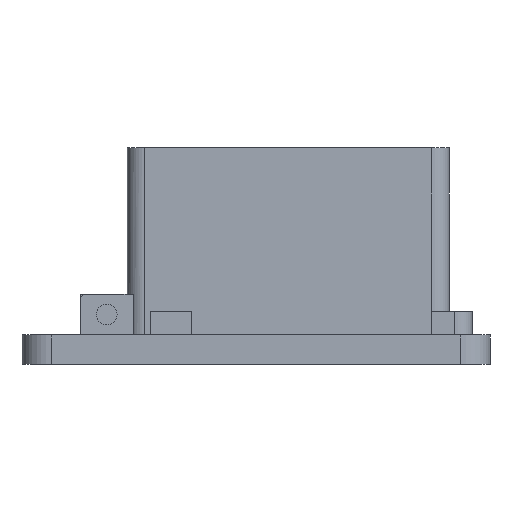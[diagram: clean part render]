
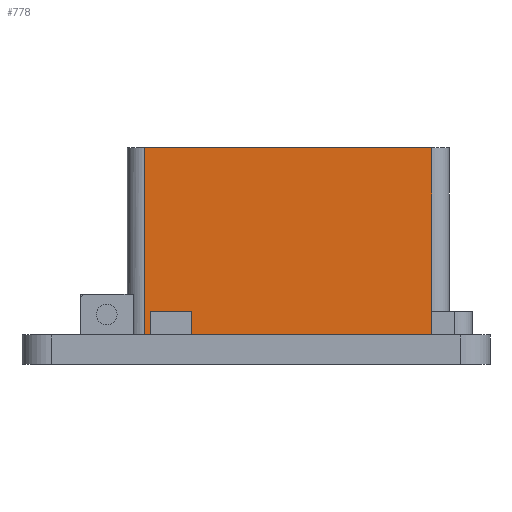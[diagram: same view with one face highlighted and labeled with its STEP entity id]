
A CAD part, front view. The second image highlights one B-rep face of the part: STEP entity #778.
In plain terms, the highlighted planar face has unit normal (0, -1, 0).
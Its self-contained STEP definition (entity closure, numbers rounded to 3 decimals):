
#32 = PLANE('',#33);
#33 = AXIS2_PLACEMENT_3D('',#34,#35,#36);
#34 = CARTESIAN_POINT('',(-5.,20.,100.));
#35 = DIRECTION('',(0.,0.,1.));
#36 = DIRECTION('',(1.,0.,0.));
#57 = VERTEX_POINT('',#58);
#58 = CARTESIAN_POINT('',(-2.,20.,100.));
#73 = CYLINDRICAL_SURFACE('',#74,3.);
#74 = AXIS2_PLACEMENT_3D('',#75,#76,#77);
#75 = CARTESIAN_POINT('',(-2.,23.,75.));
#76 = DIRECTION('',(0.,0.,1.));
#77 = DIRECTION('',(-1.,0.,0.));
#85 = EDGE_CURVE('',#57,#86,#88,.T.);
#86 = VERTEX_POINT('',#87);
#87 = CARTESIAN_POINT('',(47.,20.,100.));
#88 = SURFACE_CURVE('',#89,(#93,#100),.PCURVE_S1.);
#89 = LINE('',#90,#91);
#90 = CARTESIAN_POINT('',(-5.,20.,100.));
#91 = VECTOR('',#92,1.);
#92 = DIRECTION('',(1.,0.,0.));
#93 = PCURVE('',#32,#94);
#94 = DEFINITIONAL_REPRESENTATION('',(#95),#99);
#95 = LINE('',#96,#97);
#96 = CARTESIAN_POINT('',(0.,0.));
#97 = VECTOR('',#98,1.);
#98 = DIRECTION('',(1.,0.));
#99 = ( GEOMETRIC_REPRESENTATION_CONTEXT(2) 
PARAMETRIC_REPRESENTATION_CONTEXT() REPRESENTATION_CONTEXT('2D SPACE',''
  ) );
#100 = PCURVE('',#101,#106);
#101 = PLANE('',#102);
#102 = AXIS2_PLACEMENT_3D('',#103,#104,#105);
#103 = CARTESIAN_POINT('',(-5.,20.,64.));
#104 = DIRECTION('',(0.,1.,0.));
#105 = DIRECTION('',(0.,0.,1.));
#106 = DEFINITIONAL_REPRESENTATION('',(#107),#111);
#107 = LINE('',#108,#109);
#108 = CARTESIAN_POINT('',(36.,0.));
#109 = VECTOR('',#110,1.);
#110 = DIRECTION('',(0.,1.));
#111 = ( GEOMETRIC_REPRESENTATION_CONTEXT(2) 
PARAMETRIC_REPRESENTATION_CONTEXT() REPRESENTATION_CONTEXT('2D SPACE',''
  ) );
#130 = CYLINDRICAL_SURFACE('',#131,3.);
#131 = AXIS2_PLACEMENT_3D('',#132,#133,#134);
#132 = CARTESIAN_POINT('',(47.,23.,72.));
#133 = DIRECTION('',(0.,0.,1.));
#134 = DIRECTION('',(0.,-1.,0.));
#618 = VERTEX_POINT('',#619);
#619 = CARTESIAN_POINT('',(-2.,20.,68.));
#634 = PLANE('',#635);
#635 = AXIS2_PLACEMENT_3D('',#636,#637,#638);
#636 = CARTESIAN_POINT('',(-23.,-4.,68.));
#637 = DIRECTION('',(0.,0.,1.));
#638 = DIRECTION('',(1.,0.,0.));
#646 = EDGE_CURVE('',#618,#57,#647,.T.);
#647 = SURFACE_CURVE('',#648,(#652,#659),.PCURVE_S1.);
#648 = LINE('',#649,#650);
#649 = CARTESIAN_POINT('',(-2.,20.,75.));
#650 = VECTOR('',#651,1.);
#651 = DIRECTION('',(0.,0.,1.));
#652 = PCURVE('',#73,#653);
#653 = DEFINITIONAL_REPRESENTATION('',(#654),#658);
#654 = LINE('',#655,#656);
#655 = CARTESIAN_POINT('',(1.571,0.));
#656 = VECTOR('',#657,1.);
#657 = DIRECTION('',(0.,1.));
#658 = ( GEOMETRIC_REPRESENTATION_CONTEXT(2) 
PARAMETRIC_REPRESENTATION_CONTEXT() REPRESENTATION_CONTEXT('2D SPACE',''
  ) );
#659 = PCURVE('',#101,#660);
#660 = DEFINITIONAL_REPRESENTATION('',(#661),#665);
#661 = LINE('',#662,#663);
#662 = CARTESIAN_POINT('',(11.,3.));
#663 = VECTOR('',#664,1.);
#664 = DIRECTION('',(1.,0.));
#665 = ( GEOMETRIC_REPRESENTATION_CONTEXT(2) 
PARAMETRIC_REPRESENTATION_CONTEXT() REPRESENTATION_CONTEXT('2D SPACE',''
  ) );
#778 = ADVANCED_FACE('',(#779),#101,.F.);
#779 = FACE_BOUND('',#780,.F.);
#780 = EDGE_LOOP('',(#781,#802,#803,#804,#827,#855,#882,#910,#936));
#781 = ORIENTED_EDGE('',*,*,#782,.F.);
#782 = EDGE_CURVE('',#618,#783,#785,.T.);
#783 = VERTEX_POINT('',#784);
#784 = CARTESIAN_POINT('',(-1.,20.,68.));
#785 = SURFACE_CURVE('',#786,(#790,#796),.PCURVE_S1.);
#786 = LINE('',#787,#788);
#787 = CARTESIAN_POINT('',(-14.,20.,68.));
#788 = VECTOR('',#789,1.);
#789 = DIRECTION('',(1.,0.,0.));
#790 = PCURVE('',#101,#791);
#791 = DEFINITIONAL_REPRESENTATION('',(#792),#795);
#792 = B_SPLINE_CURVE_WITH_KNOTS('',1,(#793,#794),.UNSPECIFIED.,.F.,.F.,
  (2,2),(9.,64.),.PIECEWISE_BEZIER_KNOTS.);
#793 = CARTESIAN_POINT('',(4.,0.));
#794 = CARTESIAN_POINT('',(4.,55.));
#795 = ( GEOMETRIC_REPRESENTATION_CONTEXT(2) 
PARAMETRIC_REPRESENTATION_CONTEXT() REPRESENTATION_CONTEXT('2D SPACE',''
  ) );
#796 = PCURVE('',#634,#797);
#797 = DEFINITIONAL_REPRESENTATION('',(#798),#801);
#798 = B_SPLINE_CURVE_WITH_KNOTS('',1,(#799,#800),.UNSPECIFIED.,.F.,.F.,
  (2,2),(9.,64.),.PIECEWISE_BEZIER_KNOTS.);
#799 = CARTESIAN_POINT('',(18.,24.));
#800 = CARTESIAN_POINT('',(73.,24.));
#801 = ( GEOMETRIC_REPRESENTATION_CONTEXT(2) 
PARAMETRIC_REPRESENTATION_CONTEXT() REPRESENTATION_CONTEXT('2D SPACE',''
  ) );
#802 = ORIENTED_EDGE('',*,*,#646,.T.);
#803 = ORIENTED_EDGE('',*,*,#85,.T.);
#804 = ORIENTED_EDGE('',*,*,#805,.F.);
#805 = EDGE_CURVE('',#806,#86,#808,.T.);
#806 = VERTEX_POINT('',#807);
#807 = CARTESIAN_POINT('',(47.,20.,72.));
#808 = SURFACE_CURVE('',#809,(#813,#820),.PCURVE_S1.);
#809 = LINE('',#810,#811);
#810 = CARTESIAN_POINT('',(47.,20.,72.));
#811 = VECTOR('',#812,1.);
#812 = DIRECTION('',(0.,0.,1.));
#813 = PCURVE('',#101,#814);
#814 = DEFINITIONAL_REPRESENTATION('',(#815),#819);
#815 = LINE('',#816,#817);
#816 = CARTESIAN_POINT('',(8.,52.));
#817 = VECTOR('',#818,1.);
#818 = DIRECTION('',(1.,0.));
#819 = ( GEOMETRIC_REPRESENTATION_CONTEXT(2) 
PARAMETRIC_REPRESENTATION_CONTEXT() REPRESENTATION_CONTEXT('2D SPACE',''
  ) );
#820 = PCURVE('',#130,#821);
#821 = DEFINITIONAL_REPRESENTATION('',(#822),#826);
#822 = LINE('',#823,#824);
#823 = CARTESIAN_POINT('',(0.,0.));
#824 = VECTOR('',#825,1.);
#825 = DIRECTION('',(0.,1.));
#826 = ( GEOMETRIC_REPRESENTATION_CONTEXT(2) 
PARAMETRIC_REPRESENTATION_CONTEXT() REPRESENTATION_CONTEXT('2D SPACE',''
  ) );
#827 = ORIENTED_EDGE('',*,*,#828,.F.);
#828 = EDGE_CURVE('',#829,#806,#831,.T.);
#829 = VERTEX_POINT('',#830);
#830 = CARTESIAN_POINT('',(47.,20.,68.));
#831 = SURFACE_CURVE('',#832,(#836,#843),.PCURVE_S1.);
#832 = LINE('',#833,#834);
#833 = CARTESIAN_POINT('',(47.,20.,59.));
#834 = VECTOR('',#835,1.);
#835 = DIRECTION('',(0.,0.,1.));
#836 = PCURVE('',#101,#837);
#837 = DEFINITIONAL_REPRESENTATION('',(#838),#842);
#838 = LINE('',#839,#840);
#839 = CARTESIAN_POINT('',(-5.,52.));
#840 = VECTOR('',#841,1.);
#841 = DIRECTION('',(1.,0.));
#842 = ( GEOMETRIC_REPRESENTATION_CONTEXT(2) 
PARAMETRIC_REPRESENTATION_CONTEXT() REPRESENTATION_CONTEXT('2D SPACE',''
  ) );
#843 = PCURVE('',#844,#849);
#844 = PLANE('',#845);
#845 = AXIS2_PLACEMENT_3D('',#846,#847,#848);
#846 = CARTESIAN_POINT('',(47.,-1.,63.));
#847 = DIRECTION('',(1.,0.,0.));
#848 = DIRECTION('',(0.,0.,1.));
#849 = DEFINITIONAL_REPRESENTATION('',(#850),#854);
#850 = LINE('',#851,#852);
#851 = CARTESIAN_POINT('',(-4.,-21.));
#852 = VECTOR('',#853,1.);
#853 = DIRECTION('',(1.,0.));
#854 = ( GEOMETRIC_REPRESENTATION_CONTEXT(2) 
PARAMETRIC_REPRESENTATION_CONTEXT() REPRESENTATION_CONTEXT('2D SPACE',''
  ) );
#855 = ORIENTED_EDGE('',*,*,#856,.T.);
#856 = EDGE_CURVE('',#829,#857,#859,.T.);
#857 = VERTEX_POINT('',#858);
#858 = CARTESIAN_POINT('',(6.,20.,68.));
#859 = SURFACE_CURVE('',#860,(#864,#871),.PCURVE_S1.);
#860 = LINE('',#861,#862);
#861 = CARTESIAN_POINT('',(-8.5,20.,68.));
#862 = VECTOR('',#863,1.);
#863 = DIRECTION('',(-1.,0.,0.));
#864 = PCURVE('',#101,#865);
#865 = DEFINITIONAL_REPRESENTATION('',(#866),#870);
#866 = LINE('',#867,#868);
#867 = CARTESIAN_POINT('',(4.,-3.5));
#868 = VECTOR('',#869,1.);
#869 = DIRECTION('',(0.,-1.));
#870 = ( GEOMETRIC_REPRESENTATION_CONTEXT(2) 
PARAMETRIC_REPRESENTATION_CONTEXT() REPRESENTATION_CONTEXT('2D SPACE',''
  ) );
#871 = PCURVE('',#872,#877);
#872 = PLANE('',#873);
#873 = AXIS2_PLACEMENT_3D('',#874,#875,#876);
#874 = CARTESIAN_POINT('',(6.,20.,59.));
#875 = DIRECTION('',(0.,1.,0.));
#876 = DIRECTION('',(0.,0.,1.));
#877 = DEFINITIONAL_REPRESENTATION('',(#878),#881);
#878 = B_SPLINE_CURVE_WITH_KNOTS('',1,(#879,#880),.UNSPECIFIED.,.F.,.F.,
  (2,2),(-55.5,-14.5),.PIECEWISE_BEZIER_KNOTS.);
#879 = CARTESIAN_POINT('',(9.,41.));
#880 = CARTESIAN_POINT('',(9.,0.));
#881 = ( GEOMETRIC_REPRESENTATION_CONTEXT(2) 
PARAMETRIC_REPRESENTATION_CONTEXT() REPRESENTATION_CONTEXT('2D SPACE',''
  ) );
#882 = ORIENTED_EDGE('',*,*,#883,.T.);
#883 = EDGE_CURVE('',#857,#884,#886,.T.);
#884 = VERTEX_POINT('',#885);
#885 = CARTESIAN_POINT('',(6.,20.,72.));
#886 = SURFACE_CURVE('',#887,(#891,#898),.PCURVE_S1.);
#887 = LINE('',#888,#889);
#888 = CARTESIAN_POINT('',(6.,20.,59.));
#889 = VECTOR('',#890,1.);
#890 = DIRECTION('',(0.,0.,1.));
#891 = PCURVE('',#101,#892);
#892 = DEFINITIONAL_REPRESENTATION('',(#893),#897);
#893 = LINE('',#894,#895);
#894 = CARTESIAN_POINT('',(-5.,11.));
#895 = VECTOR('',#896,1.);
#896 = DIRECTION('',(1.,0.));
#897 = ( GEOMETRIC_REPRESENTATION_CONTEXT(2) 
PARAMETRIC_REPRESENTATION_CONTEXT() REPRESENTATION_CONTEXT('2D SPACE',''
  ) );
#898 = PCURVE('',#899,#904);
#899 = PLANE('',#900);
#900 = AXIS2_PLACEMENT_3D('',#901,#902,#903);
#901 = CARTESIAN_POINT('',(6.,-1.,63.));
#902 = DIRECTION('',(1.,0.,0.));
#903 = DIRECTION('',(0.,0.,1.));
#904 = DEFINITIONAL_REPRESENTATION('',(#905),#909);
#905 = LINE('',#906,#907);
#906 = CARTESIAN_POINT('',(-4.,-21.));
#907 = VECTOR('',#908,1.);
#908 = DIRECTION('',(1.,0.));
#909 = ( GEOMETRIC_REPRESENTATION_CONTEXT(2) 
PARAMETRIC_REPRESENTATION_CONTEXT() REPRESENTATION_CONTEXT('2D SPACE',''
  ) );
#910 = ORIENTED_EDGE('',*,*,#911,.F.);
#911 = EDGE_CURVE('',#912,#884,#914,.T.);
#912 = VERTEX_POINT('',#913);
#913 = CARTESIAN_POINT('',(-1.,20.,72.));
#914 = SURFACE_CURVE('',#915,(#919,#925),.PCURVE_S1.);
#915 = LINE('',#916,#917);
#916 = CARTESIAN_POINT('',(-3.,20.,72.));
#917 = VECTOR('',#918,1.);
#918 = DIRECTION('',(1.,0.,0.));
#919 = PCURVE('',#101,#920);
#920 = DEFINITIONAL_REPRESENTATION('',(#921),#924);
#921 = B_SPLINE_CURVE_WITH_KNOTS('',1,(#922,#923),.UNSPECIFIED.,.F.,.F.,
  (2,2),(2.,9.),.PIECEWISE_BEZIER_KNOTS.);
#922 = CARTESIAN_POINT('',(8.,4.));
#923 = CARTESIAN_POINT('',(8.,11.));
#924 = ( GEOMETRIC_REPRESENTATION_CONTEXT(2) 
PARAMETRIC_REPRESENTATION_CONTEXT() REPRESENTATION_CONTEXT('2D SPACE',''
  ) );
#925 = PCURVE('',#926,#931);
#926 = PLANE('',#927);
#927 = AXIS2_PLACEMENT_3D('',#928,#929,#930);
#928 = CARTESIAN_POINT('',(-1.,-1.,72.));
#929 = DIRECTION('',(0.,0.,1.));
#930 = DIRECTION('',(1.,0.,0.));
#931 = DEFINITIONAL_REPRESENTATION('',(#932),#935);
#932 = B_SPLINE_CURVE_WITH_KNOTS('',1,(#933,#934),.UNSPECIFIED.,.F.,.F.,
  (2,2),(2.,9.),.PIECEWISE_BEZIER_KNOTS.);
#933 = CARTESIAN_POINT('',(0.,21.));
#934 = CARTESIAN_POINT('',(7.,21.));
#935 = ( GEOMETRIC_REPRESENTATION_CONTEXT(2) 
PARAMETRIC_REPRESENTATION_CONTEXT() REPRESENTATION_CONTEXT('2D SPACE',''
  ) );
#936 = ORIENTED_EDGE('',*,*,#937,.T.);
#937 = EDGE_CURVE('',#912,#783,#938,.T.);
#938 = SURFACE_CURVE('',#939,(#943,#949),.PCURVE_S1.);
#939 = LINE('',#940,#941);
#940 = CARTESIAN_POINT('',(-1.,20.,63.5));
#941 = VECTOR('',#942,1.);
#942 = DIRECTION('',(0.,0.,-1.));
#943 = PCURVE('',#101,#944);
#944 = DEFINITIONAL_REPRESENTATION('',(#945),#948);
#945 = B_SPLINE_CURVE_WITH_KNOTS('',1,(#946,#947),.UNSPECIFIED.,.F.,.F.,
  (2,2),(-8.5,-4.5),.PIECEWISE_BEZIER_KNOTS.);
#946 = CARTESIAN_POINT('',(8.,4.));
#947 = CARTESIAN_POINT('',(4.,4.));
#948 = ( GEOMETRIC_REPRESENTATION_CONTEXT(2) 
PARAMETRIC_REPRESENTATION_CONTEXT() REPRESENTATION_CONTEXT('2D SPACE',''
  ) );
#949 = PCURVE('',#950,#955);
#950 = PLANE('',#951);
#951 = AXIS2_PLACEMENT_3D('',#952,#953,#954);
#952 = CARTESIAN_POINT('',(-1.,-1.,63.));
#953 = DIRECTION('',(1.,0.,0.));
#954 = DIRECTION('',(0.,0.,1.));
#955 = DEFINITIONAL_REPRESENTATION('',(#956),#959);
#956 = B_SPLINE_CURVE_WITH_KNOTS('',1,(#957,#958),.UNSPECIFIED.,.F.,.F.,
  (2,2),(-8.5,-4.5),.PIECEWISE_BEZIER_KNOTS.);
#957 = CARTESIAN_POINT('',(9.,-21.));
#958 = CARTESIAN_POINT('',(5.,-21.));
#959 = ( GEOMETRIC_REPRESENTATION_CONTEXT(2) 
PARAMETRIC_REPRESENTATION_CONTEXT() REPRESENTATION_CONTEXT('2D SPACE',''
  ) );
